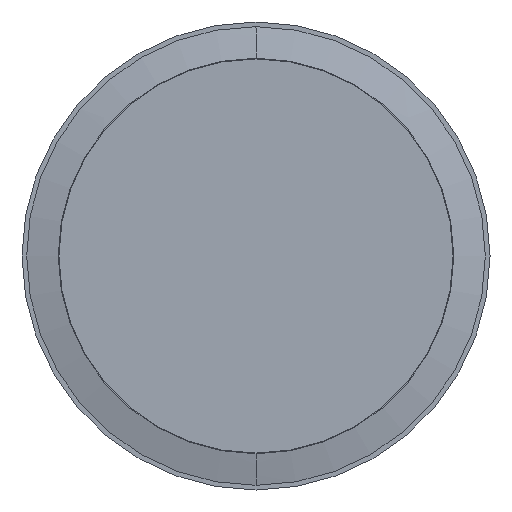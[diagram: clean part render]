
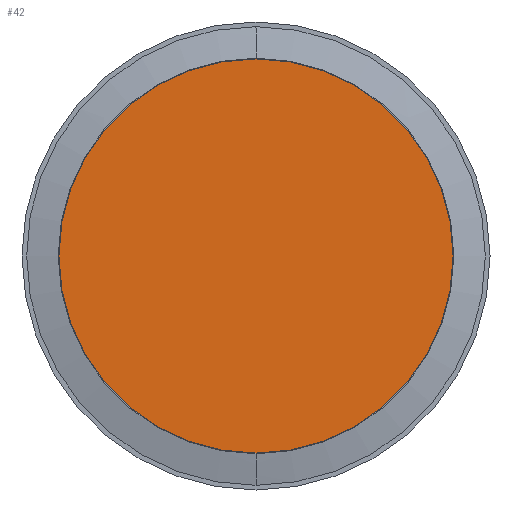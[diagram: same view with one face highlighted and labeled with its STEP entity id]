
A CAD part, left-side view. The second image highlights one B-rep face of the part: STEP entity #42.
In plain terms, the highlighted planar face has unit normal (-1, 0, 0).
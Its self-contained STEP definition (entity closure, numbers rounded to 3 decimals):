
#22=CARTESIAN_POINT('POINT26917',(-8.189,0.,12.));
#23=VERTEX_POINT('VERTEX26917',#22);
#24=CARTESIAN_POINT('POINT26918',(-8.189,0.,
   -12.));
#25=VERTEX_POINT('VERTEX26918',#24);
#26=CARTESIAN_POINT('POS42189',(-8.189,0.,
   0.));
#27=DIRECTION('DIR62793',(1.,0.,0.));
#28=DIRECTION('DIR62794',(0.,0.,1.));
#29=AXIS2_PLACEMENT_3D('AXIS20605',#26,#27,#28);
#30=CIRCLE('ELLIPSE9605',#29,12.);
#31=EDGE_CURVE('EDGE40973',#23,#25,#30,.T.);
#32=ORIENTED_EDGE('COEDGE81943',*,*,#31,.F.);
#33=EDGE_CURVE('EDGE40974',#25,#23,#30,.T.);
#34=ORIENTED_EDGE('COEDGE81944',*,*,#33,.F.);
#35=EDGE_LOOP('NONE',(#32,#34));
#36=FACE_BOUND('LOOP1',#35,.T.);
#37=CARTESIAN_POINT('POS42190',(-8.189,0.,
   0.));
#38=DIRECTION('DIR62795',(1.,0.,0.));
#39=DIRECTION('DIR62796',(0.,1.,0.));
#40=AXIS2_PLACEMENT_3D('AXIS20606',#37,#38,#39);
#41=PLANE('PLANE7129',#40);
#42=ADVANCED_FACE('FACE15643',(#36),#41,.F.);
